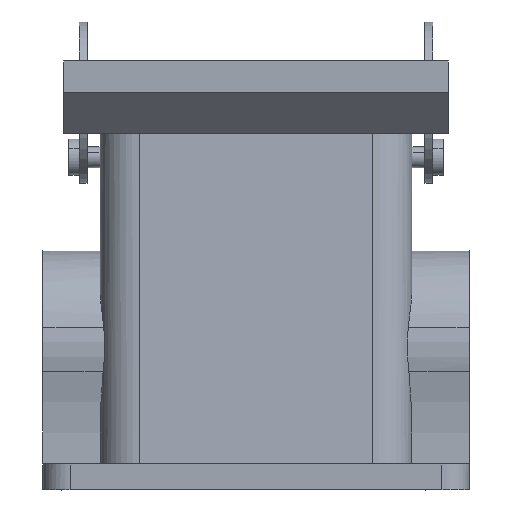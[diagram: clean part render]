
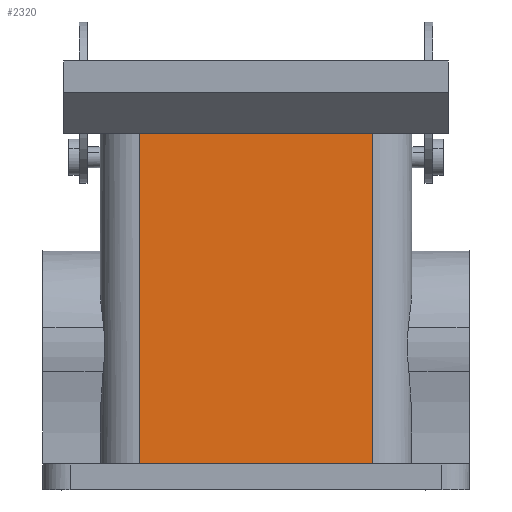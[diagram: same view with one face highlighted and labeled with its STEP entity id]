
A CAD part, left-side view. The second image highlights one B-rep face of the part: STEP entity #2320.
In plain terms, the highlighted planar face has unit normal (-0.999, 0, 0.035).
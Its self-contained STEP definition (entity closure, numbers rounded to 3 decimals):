
#2312=AXIS2_PLACEMENT_3D('Plane Axis2P3D',#2309,#2310,#2311) ;
#1189=CARTESIAN_POINT('Vertex',(17.283,18.5,5.)) ;
#1192=CARTESIAN_POINT('Line Origine',(17.283,41.,5.)) ;
#1196=CARTESIAN_POINT('Vertex',(17.283,63.5,5.)) ;
#1548=CARTESIAN_POINT('Line Origine',(19.5,41.,68.5)) ;
#1552=CARTESIAN_POINT('Vertex',(19.5,63.5,68.5)) ;
#1554=CARTESIAN_POINT('Vertex',(19.5,18.5,68.5)) ;
#1797=CARTESIAN_POINT('Line Origine',(18.343,63.5,35.381)) ;
#2294=CARTESIAN_POINT('Line Origine',(18.343,18.5,35.381)) ;
#2309=CARTESIAN_POINT('Axis2P3D Location',(19.5,41.,68.5)) ;
#1193=DIRECTION('Vector Direction',(0.,1.,0.)) ;
#1549=DIRECTION('Vector Direction',(0.,1.,0.)) ;
#1798=DIRECTION('Vector Direction',(0.035,0.,0.999)) ;
#2295=DIRECTION('Vector Direction',(0.035,0.,0.999)) ;
#2310=DIRECTION('Axis2P3D Direction',(-0.999,0.,0.035)) ;
#2311=DIRECTION('Axis2P3D XDirection',(0.,1.,0.)) ;
#1194=VECTOR('Line Direction',#1193,1.) ;
#1550=VECTOR('Line Direction',#1549,1.) ;
#1799=VECTOR('Line Direction',#1798,1.) ;
#2296=VECTOR('Line Direction',#2295,1.) ;
#2315=ORIENTED_EDGE('',*,*,#2298,.F.) ;
#2316=ORIENTED_EDGE('',*,*,#1556,.F.) ;
#2317=ORIENTED_EDGE('',*,*,#1801,.F.) ;
#2318=ORIENTED_EDGE('',*,*,#1198,.F.) ;
#2320=ADVANCED_FACE('Housing',(#2319),#2313,.T.) ;
#1198=EDGE_CURVE('',#1190,#1197,#1195,.T.) ;
#1556=EDGE_CURVE('',#1553,#1555,#1551,.F.) ;
#1801=EDGE_CURVE('',#1197,#1553,#1800,.T.) ;
#2298=EDGE_CURVE('',#1555,#1190,#2297,.F.) ;
#2314=EDGE_LOOP('',(#2315,#2316,#2317,#2318)) ;
#2319=FACE_OUTER_BOUND('',#2314,.T.) ;
#1195=LINE('Line',#1192,#1194) ;
#1551=LINE('Line',#1548,#1550) ;
#1800=LINE('Line',#1797,#1799) ;
#2297=LINE('Line',#2294,#2296) ;
#2313=PLANE('',#2312) ;
#1190=VERTEX_POINT('',#1189) ;
#1197=VERTEX_POINT('',#1196) ;
#1553=VERTEX_POINT('',#1552) ;
#1555=VERTEX_POINT('',#1554) ;
